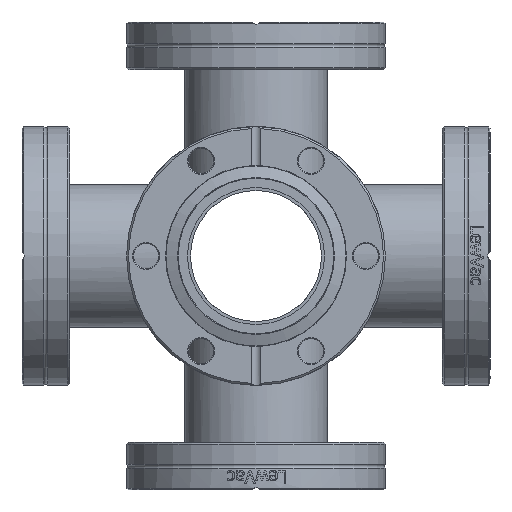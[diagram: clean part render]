
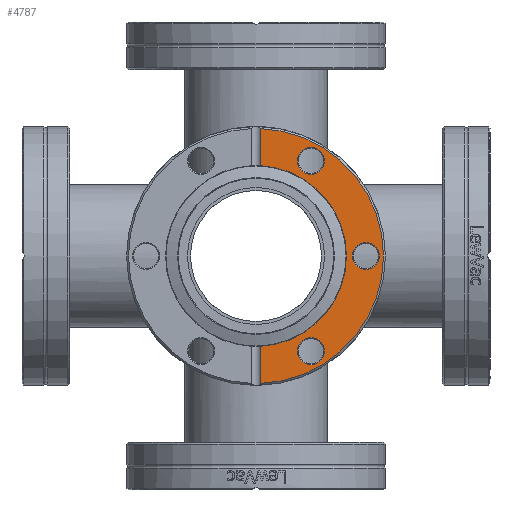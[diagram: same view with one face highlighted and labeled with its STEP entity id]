
A CAD part, front view. The second image highlights one B-rep face of the part: STEP entity #4787.
In plain terms, the highlighted face is planar.
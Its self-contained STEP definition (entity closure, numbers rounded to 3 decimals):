
#471=FACE_BOUND('',#986,.T.);
#472=FACE_BOUND('',#987,.T.);
#473=FACE_BOUND('',#988,.T.);
#547=PLANE('',#5214);
#705=FACE_OUTER_BOUND('',#985,.T.);
#985=EDGE_LOOP('',(#3746,#3747,#3748,#3749));
#986=EDGE_LOOP('',(#3750));
#987=EDGE_LOOP('',(#3751));
#988=EDGE_LOOP('',(#3752));
#1202=LINE('',#7577,#1487);
#1299=LINE('',#9079,#1584);
#1487=VECTOR('',#5683,10.);
#1584=VECTOR('',#5946,10.);
#1795=CIRCLE('',#5132,34.05);
#1815=CIRCLE('',#5215,24.15);
#1816=CIRCLE('',#5216,3.6);
#1817=CIRCLE('',#5217,3.6);
#1818=CIRCLE('',#5218,3.6);
#2063=VERTEX_POINT('',#7567);
#2064=VERTEX_POINT('',#7576);
#2065=VERTEX_POINT('',#7587);
#2159=VERTEX_POINT('',#9078);
#2161=VERTEX_POINT('',#9098);
#2162=VERTEX_POINT('',#9100);
#2163=VERTEX_POINT('',#9102);
#2562=EDGE_CURVE('',#2064,#2063,#1202,.T.);
#2564=EDGE_CURVE('',#2064,#2065,#1795,.T.);
#2742=EDGE_CURVE('',#2159,#2065,#1299,.T.);
#2745=EDGE_CURVE('',#2159,#2063,#1815,.T.);
#2746=EDGE_CURVE('',#2161,#2161,#1816,.T.);
#2747=EDGE_CURVE('',#2162,#2162,#1817,.T.);
#2748=EDGE_CURVE('',#2163,#2163,#1818,.T.);
#3746=ORIENTED_EDGE('',*,*,#2564,.F.);
#3747=ORIENTED_EDGE('',*,*,#2562,.T.);
#3748=ORIENTED_EDGE('',*,*,#2745,.F.);
#3749=ORIENTED_EDGE('',*,*,#2742,.T.);
#3750=ORIENTED_EDGE('',*,*,#2746,.F.);
#3751=ORIENTED_EDGE('',*,*,#2747,.F.);
#3752=ORIENTED_EDGE('',*,*,#2748,.F.);
#4787=ADVANCED_FACE('',(#705,#471,#472,#473),#547,.T.);
#5132=AXIS2_PLACEMENT_3D('',#7588,#5686,#5687);
#5214=AXIS2_PLACEMENT_3D('',#9096,#5948,#5949);
#5215=AXIS2_PLACEMENT_3D('',#9097,#5950,#5951);
#5216=AXIS2_PLACEMENT_3D('',#9099,#5952,#5953);
#5217=AXIS2_PLACEMENT_3D('',#9101,#5954,#5955);
#5218=AXIS2_PLACEMENT_3D('',#9103,#5956,#5957);
#5683=DIRECTION('',(-1.,0.,0.));
#5686=DIRECTION('center_axis',(0.,-1.,0.));
#5687=DIRECTION('ref_axis',(-1.,0.,0.));
#5946=DIRECTION('',(-1.,0.,0.));
#5948=DIRECTION('center_axis',(0.,1.,0.));
#5949=DIRECTION('ref_axis',(0.,0.,1.));
#5950=DIRECTION('center_axis',(0.,1.,0.));
#5951=DIRECTION('ref_axis',(1.,0.,0.));
#5952=DIRECTION('center_axis',(0.,1.,0.));
#5953=DIRECTION('ref_axis',(0.5,0.,-0.866));
#5954=DIRECTION('center_axis',(0.,1.,0.));
#5955=DIRECTION('ref_axis',(0.5,0.,0.866));
#5956=DIRECTION('center_axis',(0.,1.,0.));
#5957=DIRECTION('ref_axis',(1.,0.,0.));
#7567=CARTESIAN_POINT('',(24.12,12.7,1.2));
#7576=CARTESIAN_POINT('',(34.029,12.7,1.2));
#7577=CARTESIAN_POINT('',(34.55,12.7,1.2));
#7587=CARTESIAN_POINT('',(-34.029,12.7,1.2));
#7588=CARTESIAN_POINT('Origin',(0.,12.7,0.));
#9078=CARTESIAN_POINT('',(-24.12,12.7,1.2));
#9079=CARTESIAN_POINT('',(34.55,12.7,1.2));
#9096=CARTESIAN_POINT('Origin',(-24.15,12.7,0.));
#9097=CARTESIAN_POINT('Origin',(0.,12.7,0.));
#9098=CARTESIAN_POINT('',(23.618,12.7,17.793));
#9099=CARTESIAN_POINT('Origin',(25.418,12.7,14.675));
#9100=CARTESIAN_POINT('',(-27.218,12.7,11.557));
#9101=CARTESIAN_POINT('Origin',(-25.418,12.7,14.675));
#9102=CARTESIAN_POINT('',(-3.6,12.7,29.35));
#9103=CARTESIAN_POINT('Origin',(0.,12.7,29.35));
